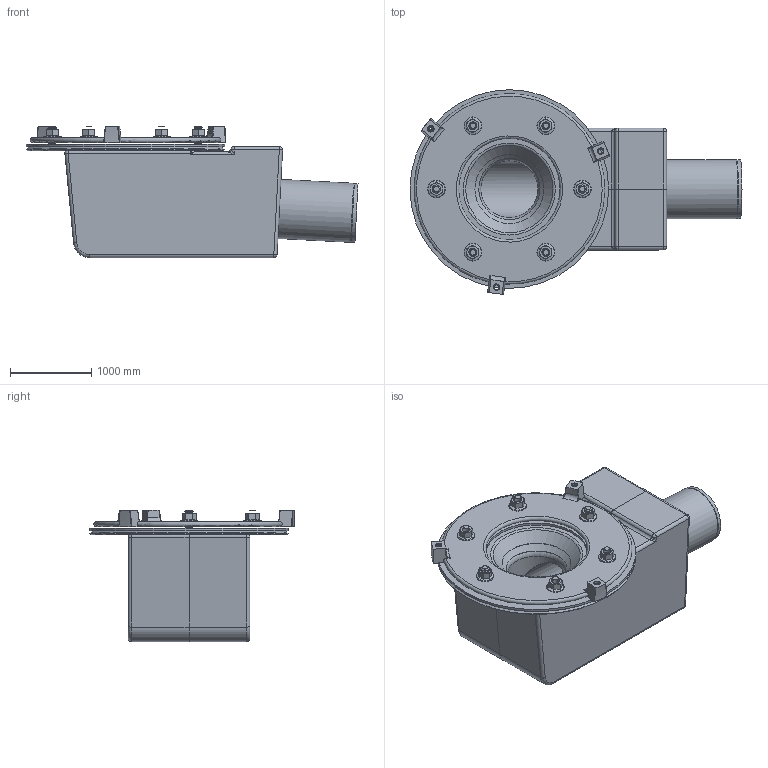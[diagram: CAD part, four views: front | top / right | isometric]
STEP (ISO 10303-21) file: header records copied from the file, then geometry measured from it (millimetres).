
FILE_DESCRIPTION(/* description */ (''),/* implementation_level */ '2;1');
FILE_NAME(/* name */ '21915.070X_3D.stp',/* time_stamp */ '2024-12-12T08:47:10+01:00',/* author */ ('CAD'),/* organization */ (''),/* preprocessor_version */ 'ST-DEVELOPER v20',/* originating_system */ 'AutoCAD Mechanical',/* authorisation */ '');
FILE_SCHEMA (('AUTOMOTIVE_DESIGN { 1 0 10303 214 3 1 1 }'));
Length unit declared in the file: centimetre
Products named in the file (2): Product; *S0
Assembly tree (1 placements, depth 2):
  Product
    *S0
Bounding box: 4093.87 x 2522.85 x 1620 mm (x, y, z)
Volume: 4263552453.3 mm3; surface area: 68211895 mm2
Topology: 22 solids, 22 shells, 552 faces, 1213 edges, 711 vertices
Faces by surface type: cone 233, plane 127, cylinder 91, bspline 58, torus 35, sphere 8
Full cylindrical faces by diameter (mm): 70 x6, 80 x12, 83.76 x6, 130 x6, 145 x2, 150 x2, 160 x6, 175 x1, 180 x1, 706 x2, 730 x2, 1250 x1, 2450 x1
Entity records: 18737 total; most frequent: CARTESIAN_POINT 6756, DIRECTION 2518, ORIENTED_EDGE 2398, EDGE_CURVE 1199, AXIS2_PLACEMENT_3D 1058, VERTEX_POINT 707, EDGE_LOOP 626, FACE_OUTER_BOUND 552
